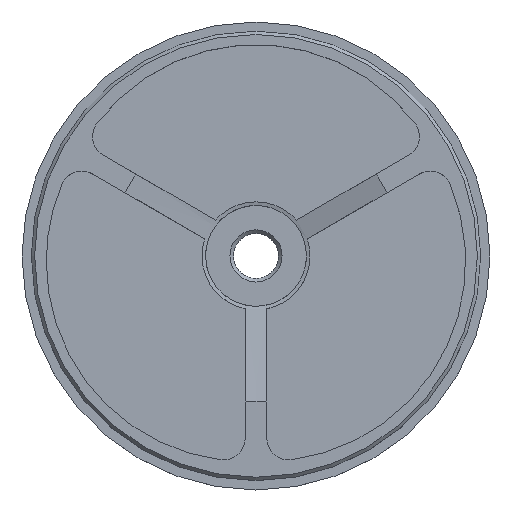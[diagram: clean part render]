
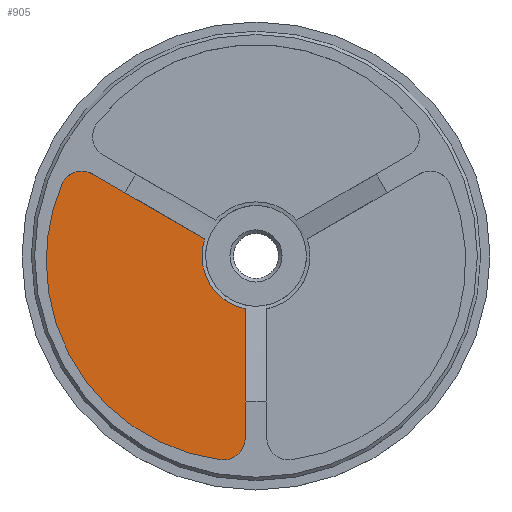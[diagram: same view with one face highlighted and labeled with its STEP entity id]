
A CAD part, top view. The second image highlights one B-rep face of the part: STEP entity #905.
In plain terms, the highlighted planar face has unit normal (0, 0, 1).
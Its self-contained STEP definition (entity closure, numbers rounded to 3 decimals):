
#107=CARTESIAN_POINT('',(-29.136,-100.801,15.));
#108=VERTEX_POINT('',#107);
#117=CARTESIAN_POINT('',(-26.973,-90.06,15.));
#118=VERTEX_POINT('',#117);
#119=CARTESIAN_POINT('',(-1.386,-100.801,15.));
#120=DIRECTION('',(0.,0.,1.));
#121=DIRECTION('',(1.,0.,-0.));
#122=AXIS2_PLACEMENT_3D('',#119,#120,#121);
#123=CIRCLE('',#122,27.75);
#124=EDGE_CURVE('',#118,#108,#123,.T.);
#631=CARTESIAN_POINT('',(-22.707,-88.623,15.));
#632=VERTEX_POINT('',#631);
#639=CARTESIAN_POINT('',(-7.114,-97.626,15.));
#640=VERTEX_POINT('',#639);
#641=CARTESIAN_POINT('',(-7.114,-97.626,15.));
#642=DIRECTION('',(-0.866,0.5,0.));
#643=VECTOR('',#642,18.005);
#644=LINE('',#641,#643);
#645=EDGE_CURVE('',#640,#632,#644,.T.);
#668=CARTESIAN_POINT('',(-1.5,-125.355,15.));
#669=VERTEX_POINT('',#668);
#670=CARTESIAN_POINT('',(-1.5,-107.349,15.));
#671=VERTEX_POINT('',#670);
#672=CARTESIAN_POINT('',(-1.5,-125.355,15.));
#673=DIRECTION('',(-0.,1.,0.));
#674=VECTOR('',#673,18.005);
#675=LINE('',#672,#674);
#676=EDGE_CURVE('',#669,#671,#675,.T.);
#715=CARTESIAN_POINT('',(0.,-100.001,15.));
#716=DIRECTION('',(0.,0.,1.));
#717=DIRECTION('',(1.,0.,-0.));
#718=AXIS2_PLACEMENT_3D('',#715,#716,#717);
#719=CIRCLE('',#718,7.5);
#720=EDGE_CURVE('',#640,#671,#719,.T.);
#871=CARTESIAN_POINT('',(0.,0.,15.));
#872=DIRECTION('',(0.,0.,1.));
#873=DIRECTION('',(-1.,0.,0.));
#874=AXIS2_PLACEMENT_3D('',#871,#872,#873);
#875=PLANE('',#874);
#876=ORIENTED_EDGE('',*,*,#124,.T.);
#877=CARTESIAN_POINT('',(-4.878,-128.331,15.));
#878=VERTEX_POINT('',#877);
#879=CARTESIAN_POINT('',(-1.386,-100.801,15.));
#880=DIRECTION('',(0.,0.,1.));
#881=DIRECTION('',(1.,0.,-0.));
#882=AXIS2_PLACEMENT_3D('',#879,#880,#881);
#883=CIRCLE('',#882,27.75);
#884=EDGE_CURVE('',#108,#878,#883,.T.);
#885=ORIENTED_EDGE('',*,*,#884,.T.);
#886=CARTESIAN_POINT('',(-4.5,-125.355,15.));
#887=DIRECTION('',(0.,0.,1.));
#888=DIRECTION('',(1.,0.,-0.));
#889=AXIS2_PLACEMENT_3D('',#886,#887,#888);
#890=CIRCLE('',#889,3.);
#891=EDGE_CURVE('',#878,#669,#890,.T.);
#892=ORIENTED_EDGE('',*,*,#891,.T.);
#893=ORIENTED_EDGE('',*,*,#676,.T.);
#894=ORIENTED_EDGE('',*,*,#720,.F.);
#895=ORIENTED_EDGE('',*,*,#645,.T.);
#896=CARTESIAN_POINT('',(-24.207,-91.221,15.));
#897=DIRECTION('',(0.,0.,1.));
#898=DIRECTION('',(1.,0.,-0.));
#899=AXIS2_PLACEMENT_3D('',#896,#897,#898);
#900=CIRCLE('',#899,3.);
#901=EDGE_CURVE('',#632,#118,#900,.T.);
#902=ORIENTED_EDGE('',*,*,#901,.T.);
#903=EDGE_LOOP('',(#876,#885,#892,#893,#894,#895,#902));
#904=FACE_BOUND('',#903,.T.);
#905=ADVANCED_FACE('',(#904),#875,.T.);
